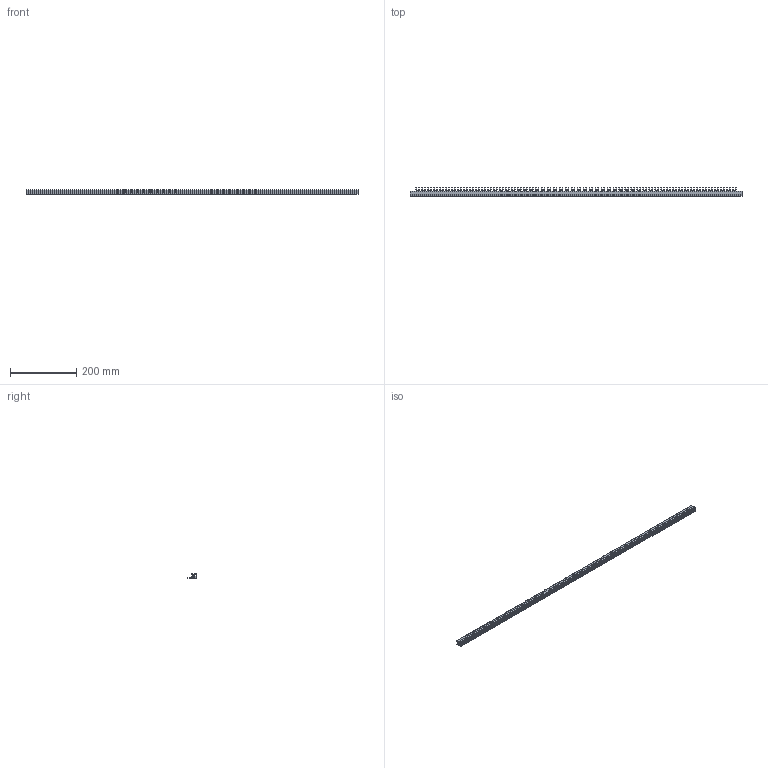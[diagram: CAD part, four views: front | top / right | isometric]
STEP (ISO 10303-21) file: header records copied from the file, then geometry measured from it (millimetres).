
FILE_DESCRIPTION((''),'2;1');
FILE_NAME('PRT0002','2024-06-14T',('dell'),(''),'PRO/ENGINEER BY PARAMETRIC TECHNOLOGY CORPORATION, 2013230','PRO/ENGINEER BY PARAMETRIC TECHNOLOGY CORPORATION, 2013230','');
FILE_SCHEMA(('AUTOMOTIVE_DESIGN { 1 0 10303 214 1 1 1 1 }'));
Length unit declared in the file: millimetre
Products named in the file (1): PRT0002
Bounding box: 1000 x 27 x 15.02 mm (x, y, z)
Volume: 127715.4 mm3; surface area: 188974.9 mm2
Topology: 1 solids, 1 shells, 1400 faces, 4086 edges, 2688 vertices
Faces by surface type: plane 774, cylinder 626
Entity records: 46503 total; most frequent: CARTESIAN_POINT 8176, ORIENTED_EDGE 8172, DIRECTION 8138, EDGE_CURVE 4086, VECTOR 2834, LINE 2834, VERTEX_POINT 2688, AXIS2_PLACEMENT_3D 2652
